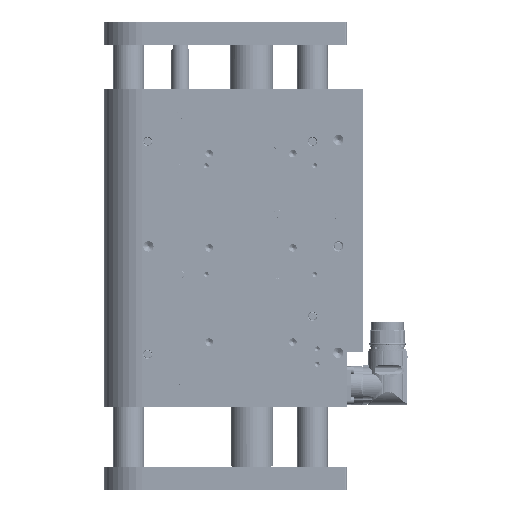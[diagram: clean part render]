
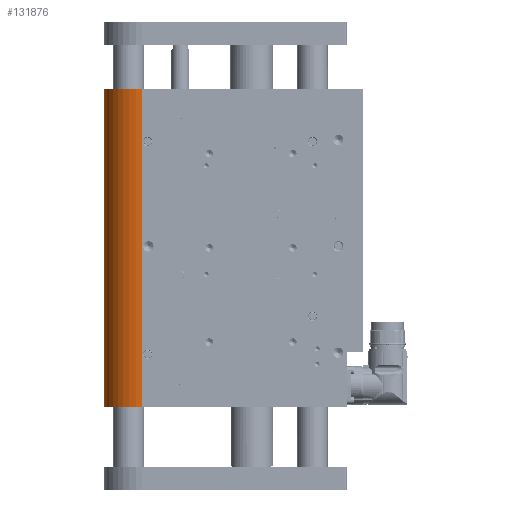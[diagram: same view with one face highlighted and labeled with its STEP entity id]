
A CAD part, left-side view. The second image highlights one B-rep face of the part: STEP entity #131876.
In plain terms, the highlighted cylindrical face has radius 25 mm (diameter 50 mm), a partial arc.
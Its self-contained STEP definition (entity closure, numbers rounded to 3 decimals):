
#1315 = CIRCLE ( 'NONE', #155257, 25. ) ;
#3919 = DIRECTION ( 'NONE',  ( 0., 0., 1. ) ) ;
#9494 = DIRECTION ( 'NONE',  ( 0., 0., -1. ) ) ;
#13858 = CYLINDRICAL_SURFACE ( 'NONE', #127151, 25. ) ;
#14273 = CARTESIAN_POINT ( 'NONE',  ( -25., 72., 209. ) ) ;
#25983 = VERTEX_POINT ( 'NONE', #115377 ) ;
#26208 = CARTESIAN_POINT ( 'NONE',  ( 25., 72., 0. ) ) ;
#26806 = FACE_OUTER_BOUND ( 'NONE', #73380, .T. ) ;
#28528 = CARTESIAN_POINT ( 'NONE',  ( 0., 72., 209. ) ) ;
#29052 = EDGE_CURVE ( 'NONE', #108241, #31185, #30465, .T. ) ;
#30465 = LINE ( 'NONE', #150918, #83091 ) ;
#31185 = VERTEX_POINT ( 'NONE', #106350 ) ;
#32970 = DIRECTION ( 'NONE',  ( 0., 0., -1. ) ) ;
#40842 = DIRECTION ( 'NONE',  ( 1., 0., 0. ) ) ;
#46344 = VECTOR ( 'NONE', #9494, 1000. ) ;
#56474 = DIRECTION ( 'NONE',  ( 1., 0., 0. ) ) ;
#57852 = EDGE_CURVE ( 'NONE', #25983, #60676, #127425, .T. ) ;
#60676 = VERTEX_POINT ( 'NONE', #26208 ) ;
#73380 = EDGE_LOOP ( 'NONE', ( #95421, #82100, #129652, #126738 ) ) ;
#73409 = EDGE_CURVE ( 'NONE', #60676, #31185, #1315, .T. ) ;
#82100 = ORIENTED_EDGE ( 'NONE', *, *, #29052, .F. ) ;
#83091 = VECTOR ( 'NONE', #32970, 1000. ) ;
#85032 = CIRCLE ( 'NONE', #151037, 25. ) ;
#95421 = ORIENTED_EDGE ( 'NONE', *, *, #73409, .T. ) ;
#103363 = CARTESIAN_POINT ( 'NONE',  ( 25., 72., 209. ) ) ;
#106350 = CARTESIAN_POINT ( 'NONE',  ( -25., 72., 0. ) ) ;
#108241 = VERTEX_POINT ( 'NONE', #14273 ) ;
#115377 = CARTESIAN_POINT ( 'NONE',  ( 25., 72., 209. ) ) ;
#126738 = ORIENTED_EDGE ( 'NONE', *, *, #57852, .T. ) ;
#127151 = AXIS2_PLACEMENT_3D ( 'NONE', #28528, #142956, #155925 ) ;
#127425 = LINE ( 'NONE', #103363, #46344 ) ;
#129652 = ORIENTED_EDGE ( 'NONE', *, *, #134270, .F. ) ;
#131876 = ADVANCED_FACE ( 'NONE', ( #26806 ), #13858, .T. ) ;
#134270 = EDGE_CURVE ( 'NONE', #25983, #108241, #85032, .T. ) ;
#142956 = DIRECTION ( 'NONE',  ( 0., 0., -1. ) ) ;
#149353 = CARTESIAN_POINT ( 'NONE',  ( 0., 72., 209. ) ) ;
#150918 = CARTESIAN_POINT ( 'NONE',  ( -25., 72., 209. ) ) ;
#151037 = AXIS2_PLACEMENT_3D ( 'NONE', #149353, #3919, #56474 ) ;
#155257 = AXIS2_PLACEMENT_3D ( 'NONE', #158772, #162181, #40842 ) ;
#155925 = DIRECTION ( 'NONE',  ( -1., 0., 0. ) ) ;
#158772 = CARTESIAN_POINT ( 'NONE',  ( 0., 72., 0. ) ) ;
#162181 = DIRECTION ( 'NONE',  ( 0., 0., 1. ) ) ;
